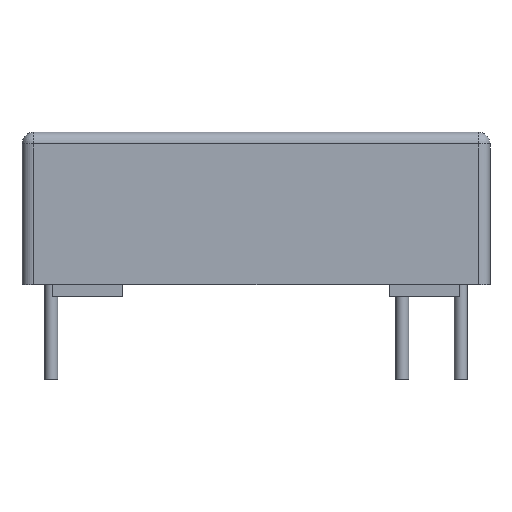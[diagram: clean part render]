
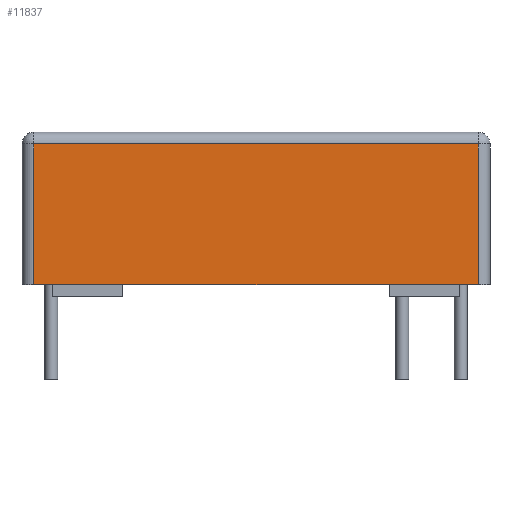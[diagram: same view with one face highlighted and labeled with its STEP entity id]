
A CAD part, front view. The second image highlights one B-rep face of the part: STEP entity #11837.
In plain terms, the highlighted planar face has unit normal (0, -1, 0).
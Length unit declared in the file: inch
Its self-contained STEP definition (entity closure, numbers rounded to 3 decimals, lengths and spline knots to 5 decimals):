
#11448=CARTESIAN_POINT('',(0.38,-0.113,0.1105));
#11449=VERTEX_POINT('',#11448);
#11481=CARTESIAN_POINT('',(-0.38,-0.113,0.1105));
#11482=VERTEX_POINT('',#11481);
#11507=CARTESIAN_POINT('',(-0.38,-0.113,-0.1305));
#11508=VERTEX_POINT('',#11507);
#11516=CARTESIAN_POINT('',(-0.38,-0.113,-0.1305));
#11517=DIRECTION('',(0.0,0.0,1.0));
#11518=VECTOR('',#11517,0.241);
#11519=LINE('',#11516,#11518);
#11520=EDGE_CURVE('',#11508,#11482,#11519,.T.);
#11538=CARTESIAN_POINT('',(-0.38,-0.113,0.1105));
#11539=DIRECTION('',(1.0,0.0,0.0));
#11540=VECTOR('',#11539,0.76);
#11541=LINE('',#11538,#11540);
#11542=EDGE_CURVE('',#11482,#11449,#11541,.T.);
#11571=CARTESIAN_POINT('',(0.38,-0.113,-0.1305));
#11572=VERTEX_POINT('',#11571);
#11589=CARTESIAN_POINT('',(0.38,-0.113,0.1105));
#11590=DIRECTION('',(0.0,0.0,-1.0));
#11591=VECTOR('',#11590,0.241);
#11592=LINE('',#11589,#11591);
#11593=EDGE_CURVE('',#11449,#11572,#11592,.T.);
#11795=CARTESIAN_POINT('',(-0.38,-0.113,-0.1305));
#11796=DIRECTION('',(1.0,0.0,0.0));
#11797=VECTOR('',#11796,0.76);
#11798=LINE('',#11795,#11797);
#11799=EDGE_CURVE('',#11508,#11572,#11798,.T.);
#11826=CARTESIAN_POINT('',(0.4,-0.113,0.0));
#11827=DIRECTION('',(0.0,-1.0,0.0));
#11828=DIRECTION('',(0.0,0.0,-1.0));
#11829=AXIS2_PLACEMENT_3D('',#11826,#11827,#11828);
#11830=PLANE('',#11829);
#11831=ORIENTED_EDGE('',*,*,#11520,.F.);
#11832=ORIENTED_EDGE('',*,*,#11799,.T.);
#11833=ORIENTED_EDGE('',*,*,#11593,.F.);
#11834=ORIENTED_EDGE('',*,*,#11542,.F.);
#11835=EDGE_LOOP('',(#11831,#11832,#11833,#11834));
#11836=FACE_OUTER_BOUND('',#11835,.T.);
#11837=ADVANCED_FACE('',(#11836),#11830,.T.);
